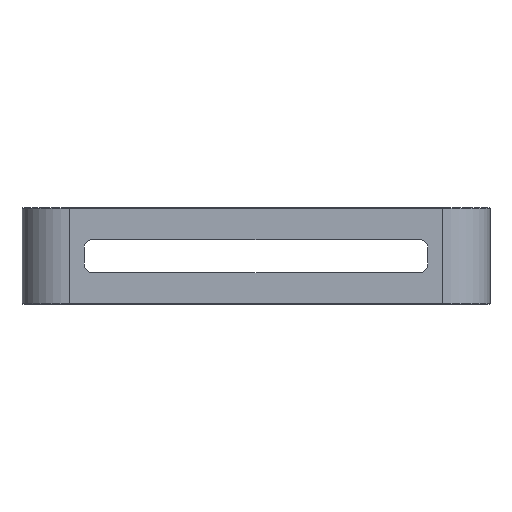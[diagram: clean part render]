
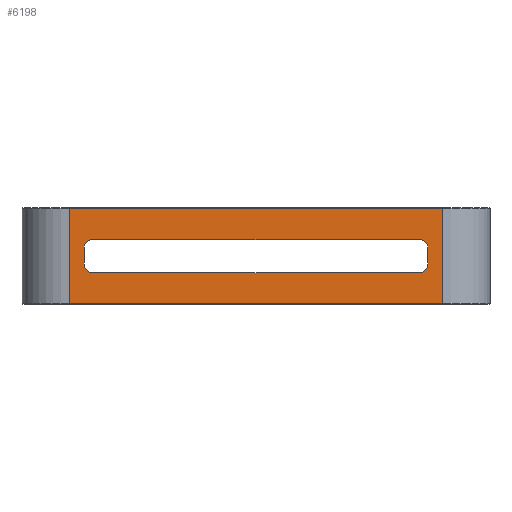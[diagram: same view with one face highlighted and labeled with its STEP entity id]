
A CAD part, front view. The second image highlights one B-rep face of the part: STEP entity #6198.
In plain terms, the highlighted planar face has unit normal (0, -1, 0).
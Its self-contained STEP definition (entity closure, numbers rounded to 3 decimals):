
#72=LINE('',#8739,#722);
#75=LINE('',#8747,#725);
#78=LINE('',#8755,#728);
#81=LINE('',#8762,#731);
#133=LINE('',#8928,#783);
#532=LINE('',#10047,#1182);
#672=LINE('',#10377,#1322);
#673=LINE('',#10379,#1323);
#722=VECTOR('',#6940,10.);
#725=VECTOR('',#6949,10.);
#728=VECTOR('',#6958,10.);
#731=VECTOR('',#6967,10.);
#783=VECTOR('',#7133,10.);
#1182=VECTOR('',#8092,10.);
#1322=VECTOR('',#8538,10.);
#1323=VECTOR('',#8541,10.);
#1494=FACE_BOUND('',#2156,.T.);
#1798=FACE_OUTER_BOUND('',#2155,.T.);
#2155=EDGE_LOOP('',(#5622,#5623,#5624,#5625));
#2156=EDGE_LOOP('',(#5626,#5627,#5628,#5629,#5630,#5631,#5632,#5633));
#2205=CIRCLE('',#6278,3.);
#2206=CIRCLE('',#6281,3.);
#2207=CIRCLE('',#6284,3.);
#2208=CIRCLE('',#6287,3.);
#2475=VERTEX_POINT('',#8732);
#2476=VERTEX_POINT('',#8733);
#2477=VERTEX_POINT('',#8738);
#2478=VERTEX_POINT('',#8742);
#2479=VERTEX_POINT('',#8746);
#2480=VERTEX_POINT('',#8750);
#2481=VERTEX_POINT('',#8754);
#2482=VERTEX_POINT('',#8758);
#2530=VERTEX_POINT('',#8922);
#2531=VERTEX_POINT('',#8926);
#2970=VERTEX_POINT('',#10041);
#2971=VERTEX_POINT('',#10045);
#3076=EDGE_CURVE('',#2475,#2476,#2205,.T.);
#3079=EDGE_CURVE('',#2476,#2477,#72,.T.);
#3081=EDGE_CURVE('',#2477,#2478,#2206,.T.);
#3083=EDGE_CURVE('',#2478,#2479,#75,.T.);
#3085=EDGE_CURVE('',#2479,#2480,#2207,.T.);
#3087=EDGE_CURVE('',#2480,#2481,#78,.T.);
#3089=EDGE_CURVE('',#2481,#2482,#2208,.T.);
#3091=EDGE_CURVE('',#2482,#2475,#81,.T.);
#3170=EDGE_CURVE('',#2531,#2530,#133,.T.);
#3732=EDGE_CURVE('',#2971,#2970,#532,.T.);
#3892=EDGE_CURVE('',#2970,#2531,#672,.T.);
#3893=EDGE_CURVE('',#2971,#2530,#673,.T.);
#5622=ORIENTED_EDGE('',*,*,#3892,.F.);
#5623=ORIENTED_EDGE('',*,*,#3732,.F.);
#5624=ORIENTED_EDGE('',*,*,#3893,.T.);
#5625=ORIENTED_EDGE('',*,*,#3170,.F.);
#5626=ORIENTED_EDGE('',*,*,#3091,.T.);
#5627=ORIENTED_EDGE('',*,*,#3076,.T.);
#5628=ORIENTED_EDGE('',*,*,#3079,.T.);
#5629=ORIENTED_EDGE('',*,*,#3081,.T.);
#5630=ORIENTED_EDGE('',*,*,#3083,.T.);
#5631=ORIENTED_EDGE('',*,*,#3085,.T.);
#5632=ORIENTED_EDGE('',*,*,#3087,.T.);
#5633=ORIENTED_EDGE('',*,*,#3089,.T.);
#5885=PLANE('',#6779);
#6198=ADVANCED_FACE('',(#1798,#1494),#5885,.T.);
#6278=AXIS2_PLACEMENT_3D('',#8734,#6934,#6935);
#6281=AXIS2_PLACEMENT_3D('',#8743,#6944,#6945);
#6284=AXIS2_PLACEMENT_3D('',#8751,#6953,#6954);
#6287=AXIS2_PLACEMENT_3D('',#8759,#6962,#6963);
#6779=AXIS2_PLACEMENT_3D('',#10378,#8539,#8540);
#6934=DIRECTION('center_axis',(0.,1.,0.));
#6935=DIRECTION('ref_axis',(0.,0.,
1.));
#6940=DIRECTION('',(1.,0.,0.));
#6944=DIRECTION('center_axis',(0.,1.,0.));
#6945=DIRECTION('ref_axis',(1.,0.,0.));
#6949=DIRECTION('',(0.,0.,-1.));
#6953=DIRECTION('center_axis',(0.,1.,0.));
#6954=DIRECTION('ref_axis',(0.,0.,
-1.));
#6958=DIRECTION('',(-1.,0.,0.));
#6962=DIRECTION('center_axis',(0.,1.,0.));
#6963=DIRECTION('ref_axis',(-1.,0.,0.));
#6967=DIRECTION('',(0.,0.,1.));
#7133=DIRECTION('',(-1.,0.,0.));
#8092=DIRECTION('',(1.,0.,0.));
#8538=DIRECTION('',(0.,0.,-1.));
#8539=DIRECTION('center_axis',(0.,-1.,0.));
#8540=DIRECTION('ref_axis',(-1.,0.,0.));
#8541=DIRECTION('',(0.,0.,-1.));
#8732=CARTESIAN_POINT('',(68.95,-37.665,-0.53));
#8733=CARTESIAN_POINT('',(71.95,-37.665,2.47));
#8734=CARTESIAN_POINT('Origin',(71.95,-37.665,-0.53));
#8738=CARTESIAN_POINT('',(204.05,-37.665,2.47));
#8739=CARTESIAN_POINT('',(142.558,-37.665,2.47));
#8742=CARTESIAN_POINT('',(207.05,-37.665,-0.53));
#8743=CARTESIAN_POINT('Origin',(204.05,-37.665,-0.53));
#8746=CARTESIAN_POINT('',(207.05,-37.665,-7.75));
#8747=CARTESIAN_POINT('',(207.05,-37.665,7.386));
#8750=CARTESIAN_POINT('',(204.05,-37.665,-10.75));
#8751=CARTESIAN_POINT('Origin',(204.05,-37.665,-7.75));
#8754=CARTESIAN_POINT('',(71.95,-37.665,-10.75));
#8755=CARTESIAN_POINT('',(208.608,-37.665,-10.75));
#8758=CARTESIAN_POINT('',(68.95,-37.665,-7.75));
#8759=CARTESIAN_POINT('Origin',(71.95,-37.665,-7.75));
#8762=CARTESIAN_POINT('',(68.95,-37.665,3.776));
#8922=CARTESIAN_POINT('',(62.835,-37.665,-23.398));
#8926=CARTESIAN_POINT('',(213.165,-37.665,-23.398));
#8928=CARTESIAN_POINT('',(175.583,-37.665,-23.398));
#10041=CARTESIAN_POINT('',(213.165,-37.665,15.203));
#10045=CARTESIAN_POINT('',(62.835,-37.665,15.203));
#10047=CARTESIAN_POINT('',(175.583,-37.665,15.203));
#10377=CARTESIAN_POINT('',(213.165,-37.665,15.303));
#10378=CARTESIAN_POINT('Origin',(213.165,-37.665,15.303));
#10379=CARTESIAN_POINT('',(62.835,-37.665,15.303));
